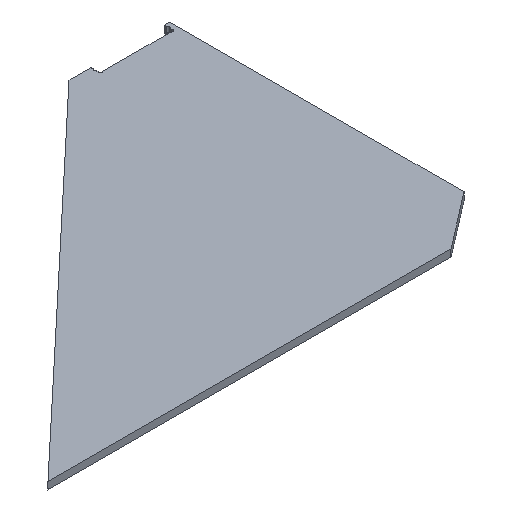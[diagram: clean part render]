
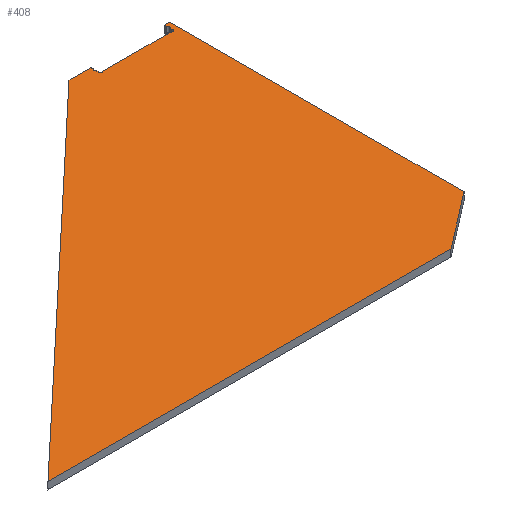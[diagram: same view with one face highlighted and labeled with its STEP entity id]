
A CAD part, isometric view. The second image highlights one B-rep face of the part: STEP entity #408.
In plain terms, the highlighted planar face has unit normal (0, 0, 1).
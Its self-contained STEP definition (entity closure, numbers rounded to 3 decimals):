
#28=PLANE('',#488);
#49=FACE_OUTER_BOUND('',#70,.T.);
#70=EDGE_LOOP('',(#352,#353,#354,#355,#356,#357,#358,#359,#360,#361,#362,
#363,#364,#365,#366));
#81=LINE('',#631,#126);
#88=LINE('',#649,#133);
#92=LINE('',#657,#137);
#102=LINE('',#693,#147);
#103=LINE('',#694,#148);
#110=LINE('',#709,#155);
#112=LINE('',#713,#157);
#113=LINE('',#715,#158);
#114=LINE('',#717,#159);
#115=LINE('',#719,#160);
#116=LINE('',#720,#161);
#126=VECTOR('',#512,10.);
#133=VECTOR('',#527,10.);
#137=VECTOR('',#531,10.);
#147=VECTOR('',#575,10.);
#148=VECTOR('',#576,10.);
#155=VECTOR('',#587,10.);
#157=VECTOR('',#591,10.);
#158=VECTOR('',#592,10.);
#159=VECTOR('',#593,10.);
#160=VECTOR('',#594,10.);
#161=VECTOR('',#595,10.);
#170=CIRCLE('',#470,1.5);
#172=CIRCLE('',#474,1.5);
#174=CIRCLE('',#478,1.5);
#176=CIRCLE('',#482,1.5);
#184=VERTEX_POINT('',#628);
#185=VERTEX_POINT('',#630);
#191=VERTEX_POINT('',#646);
#192=VERTEX_POINT('',#648);
#195=VERTEX_POINT('',#654);
#196=VERTEX_POINT('',#656);
#198=VERTEX_POINT('',#662);
#200=VERTEX_POINT('',#670);
#201=VERTEX_POINT('',#671);
#205=VERTEX_POINT('',#691);
#211=VERTEX_POINT('',#708);
#212=VERTEX_POINT('',#712);
#213=VERTEX_POINT('',#714);
#214=VERTEX_POINT('',#716);
#215=VERTEX_POINT('',#718);
#223=EDGE_CURVE('',#185,#184,#81,.T.);
#232=EDGE_CURVE('',#192,#191,#88,.T.);
#236=EDGE_CURVE('',#196,#195,#92,.T.);
#239=EDGE_CURVE('',#184,#198,#170,.T.);
#243=EDGE_CURVE('',#200,#201,#172,.T.);
#248=EDGE_CURVE('',#195,#192,#174,.T.);
#250=EDGE_CURVE('',#191,#185,#176,.T.);
#254=EDGE_CURVE('',#201,#205,#102,.T.);
#255=EDGE_CURVE('',#198,#200,#103,.T.);
#262=EDGE_CURVE('',#211,#196,#110,.T.);
#264=EDGE_CURVE('',#205,#212,#112,.T.);
#265=EDGE_CURVE('',#212,#213,#113,.T.);
#266=EDGE_CURVE('',#213,#214,#114,.T.);
#267=EDGE_CURVE('',#214,#215,#115,.T.);
#268=EDGE_CURVE('',#215,#211,#116,.T.);
#352=ORIENTED_EDGE('',*,*,#223,.T.);
#353=ORIENTED_EDGE('',*,*,#239,.T.);
#354=ORIENTED_EDGE('',*,*,#255,.T.);
#355=ORIENTED_EDGE('',*,*,#243,.T.);
#356=ORIENTED_EDGE('',*,*,#254,.T.);
#357=ORIENTED_EDGE('',*,*,#264,.T.);
#358=ORIENTED_EDGE('',*,*,#265,.T.);
#359=ORIENTED_EDGE('',*,*,#266,.T.);
#360=ORIENTED_EDGE('',*,*,#267,.T.);
#361=ORIENTED_EDGE('',*,*,#268,.T.);
#362=ORIENTED_EDGE('',*,*,#262,.T.);
#363=ORIENTED_EDGE('',*,*,#236,.T.);
#364=ORIENTED_EDGE('',*,*,#248,.T.);
#365=ORIENTED_EDGE('',*,*,#232,.T.);
#366=ORIENTED_EDGE('',*,*,#250,.T.);
#408=ADVANCED_FACE('',(#49),#28,.T.);
#470=AXIS2_PLACEMENT_3D('',#663,#536,#537);
#474=AXIS2_PLACEMENT_3D('',#672,#546,#547);
#478=AXIS2_PLACEMENT_3D('',#681,#557,#558);
#482=AXIS2_PLACEMENT_3D('',#685,#565,#566);
#488=AXIS2_PLACEMENT_3D('',#711,#589,#590);
#512=DIRECTION('',(-1.,0.,0.));
#527=DIRECTION('',(0.,-1.,0.));
#531=DIRECTION('',(0.,-1.,0.));
#536=DIRECTION('center_axis',(0.,0.,-1.));
#537=DIRECTION('ref_axis',(0.567,-0.824,0.));
#546=DIRECTION('center_axis',(0.,0.,-1.));
#547=DIRECTION('ref_axis',(0.,-1.,0.));
#557=DIRECTION('center_axis',(0.,0.,-1.));
#558=DIRECTION('ref_axis',(0.,1.,0.));
#565=DIRECTION('center_axis',(0.,0.,-1.));
#566=DIRECTION('ref_axis',(0.866,0.5,0.));
#575=DIRECTION('',(0.,1.,0.));
#576=DIRECTION('',(0.,1.,0.));
#587=DIRECTION('',(-1.,0.,0.));
#589=DIRECTION('center_axis',(0.,0.,1.));
#590=DIRECTION('ref_axis',(1.,0.,0.));
#591=DIRECTION('',(-1.,0.,0.));
#592=DIRECTION('',(-0.728,-0.685,0.));
#593=DIRECTION('',(1.,0.,0.));
#594=DIRECTION('',(0.794,0.609,0.));
#595=DIRECTION('',(0.,1.,0.));
#628=CARTESIAN_POINT('',(751.766,675.332,7.));
#630=CARTESIAN_POINT('',(818.938,675.332,7.));
#631=CARTESIAN_POINT('',(734.284,675.332,7.));
#646=CARTESIAN_POINT('',(821.087,677.318,7.));
#648=CARTESIAN_POINT('',(821.087,678.882,7.));
#649=CARTESIAN_POINT('',(821.087,581.881,7.));
#654=CARTESIAN_POINT('',(821.087,681.882,7.));
#656=CARTESIAN_POINT('',(821.087,684.382,7.));
#657=CARTESIAN_POINT('',(821.087,581.881,7.));
#662=CARTESIAN_POINT('',(749.617,677.318,7.));
#663=CARTESIAN_POINT('Origin',(750.467,676.082,7.));
#670=CARTESIAN_POINT('',(749.617,678.882,7.));
#671=CARTESIAN_POINT('',(749.617,681.882,7.));
#672=CARTESIAN_POINT('Origin',(749.617,680.382,7.));
#681=CARTESIAN_POINT('Origin',(821.087,680.382,7.));
#685=CARTESIAN_POINT('Origin',(820.237,676.082,7.));
#691=CARTESIAN_POINT('',(749.617,684.382,7.));
#693=CARTESIAN_POINT('',(749.617,577.356,7.));
#694=CARTESIAN_POINT('',(749.617,577.356,7.));
#708=CARTESIAN_POINT('',(826.587,684.382,7.));
#709=CARTESIAN_POINT('',(826.587,684.382,7.));
#711=CARTESIAN_POINT('Origin',(647.48,479.38,7.));
#712=CARTESIAN_POINT('',(727.817,684.382,7.));
#713=CARTESIAN_POINT('',(826.587,684.382,7.));
#714=CARTESIAN_POINT('',(376.502,353.702,7.));
#715=CARTESIAN_POINT('',(727.817,684.382,7.));
#716=CARTESIAN_POINT('',(771.673,353.702,7.));
#717=CARTESIAN_POINT('',(376.502,353.702,7.));
#718=CARTESIAN_POINT('',(826.587,395.816,7.));
#719=CARTESIAN_POINT('',(771.673,353.702,7.));
#720=CARTESIAN_POINT('',(826.587,395.816,7.));
